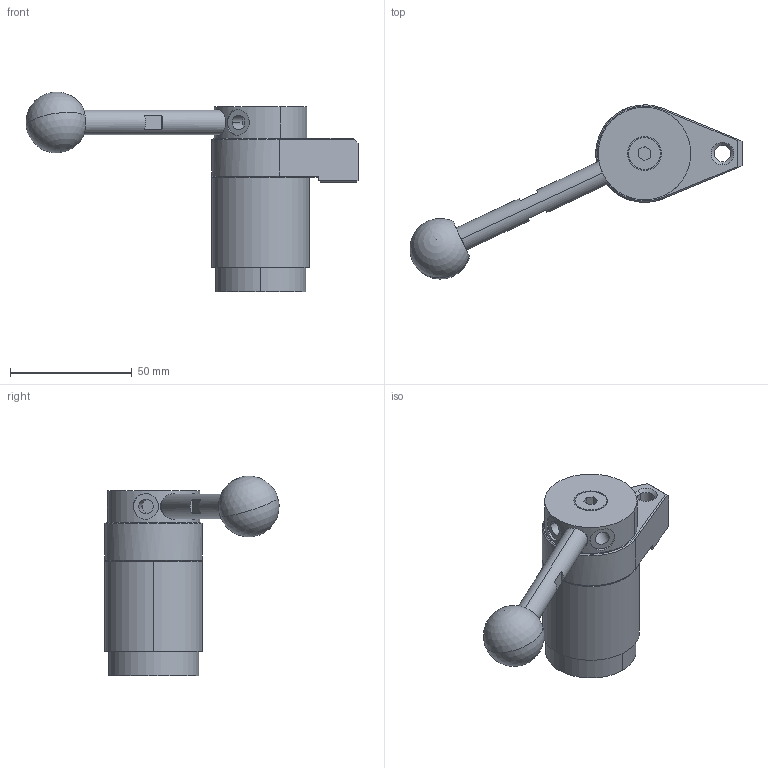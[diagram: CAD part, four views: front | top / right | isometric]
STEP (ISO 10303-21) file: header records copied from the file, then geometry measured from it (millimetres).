
FILE_DESCRIPTION (( 'STEP AP203' ), '1' );
FILE_NAME ('QLSW200L.STEP', '2023-08-24T00:58:04', ( '' ), ( '' ), 'SwSTEP 2.0', 'SolidWorks 2021', '' );
FILE_SCHEMA (( 'CONFIG_CONTROL_DESIGN' ));
Length unit declared in the file: millimetre
Products named in the file (6): QLSW200L_03; QLSW200L_02; QLSW200L; QLSW200L_04; QLSW200L_01; QLSW200L_05
Assembly tree (5 placements, depth 2):
  QLSW200L
    QLSW200L_01
    QLSW200L_02
    QLSW200L_03
    QLSW200L_04
    QLSW200L_05
Bounding box: 136.27 x 71.55 x 81.92 mm (x, y, z)
Volume: 91712.1 mm3; surface area: 34372.6 mm2
Topology: 5 solids, 5 shells, 120 faces, 254 edges, 164 vertices
Faces by surface type: plane 55, cylinder 52, cone 11, sphere 2
Entity records: 4075 total; most frequent: CARTESIAN_POINT 778, DIRECTION 613, ORIENTED_EDGE 498, EDGE_CURVE 249, AXIS2_PLACEMENT_3D 244, VERTEX_POINT 161, EDGE_LOOP 148, VECTOR 125
